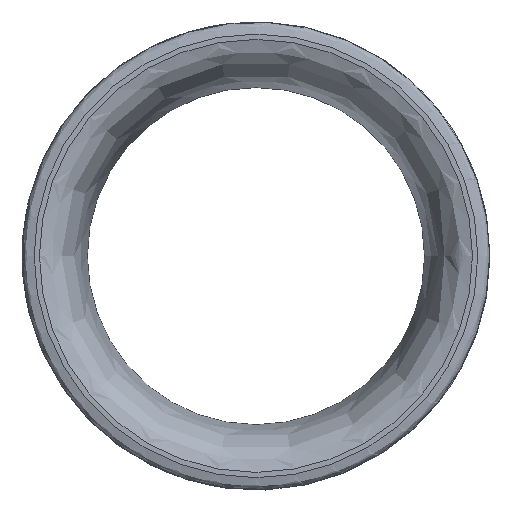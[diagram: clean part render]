
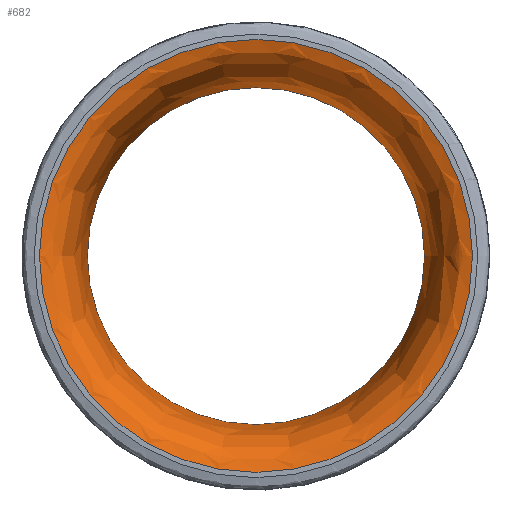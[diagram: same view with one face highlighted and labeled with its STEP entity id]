
A CAD part, top view. The second image highlights one B-rep face of the part: STEP entity #682.
In plain terms, the highlighted face is a revolution surface.
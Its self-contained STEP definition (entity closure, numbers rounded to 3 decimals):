
#533 = PLANE('',#534);
#534 = AXIS2_PLACEMENT_3D('',#535,#536,#537);
#535 = CARTESIAN_POINT('',(0.,0.,0.));
#536 = DIRECTION('',(0.,0.,-1.));
#537 = DIRECTION('',(1.,0.,0.));
#607 = EDGE_CURVE('',#608,#608,#610,.T.);
#608 = VERTEX_POINT('',#609);
#609 = CARTESIAN_POINT('',(115.53,0.,0.));
#610 = SURFACE_CURVE('',#611,(#616,#623),.PCURVE_S1.);
#611 = CIRCLE('',#612,115.53);
#612 = AXIS2_PLACEMENT_3D('',#613,#614,#615);
#613 = CARTESIAN_POINT('',(0.,0.,0.));
#614 = DIRECTION('',(0.,0.,-1.));
#615 = DIRECTION('',(1.,0.,0.));
#616 = PCURVE('',#533,#617);
#617 = DEFINITIONAL_REPRESENTATION('',(#618),#622);
#618 = CIRCLE('',#619,115.53);
#619 = AXIS2_PLACEMENT_2D('',#620,#621);
#620 = CARTESIAN_POINT('',(0.,0.));
#621 = DIRECTION('',(1.,-0.));
#622 = ( GEOMETRIC_REPRESENTATION_CONTEXT(2) 
PARAMETRIC_REPRESENTATION_CONTEXT() REPRESENTATION_CONTEXT('2D SPACE',''
  ) );
#623 = PCURVE('',#624,#635);
#624 = SURFACE_OF_REVOLUTION('',#625,#632);
#625 = B_SPLINE_CURVE_WITH_KNOTS('',3,(#626,#627,#628,#629,#630,#631),
  .UNSPECIFIED.,.F.,.F.,(4,1,1,4),(0.,0.333,0.667,1.),
  .QUASI_UNIFORM_KNOTS.);
#626 = CARTESIAN_POINT('',(89.965,0.,-59.273));
#627 = CARTESIAN_POINT('',(91.42,0.,-36.788));
#628 = CARTESIAN_POINT('',(95.099,0.,-24.058));
#629 = CARTESIAN_POINT('',(99.729,0.,-10.679));
#630 = CARTESIAN_POINT('',(108.163,0.,-0.416));
#631 = CARTESIAN_POINT('',(115.53,0.,0.));
#632 = AXIS1_PLACEMENT('',#633,#634);
#633 = CARTESIAN_POINT('',(0.,0.,0.));
#634 = DIRECTION('',(0.,0.,-1.));
#635 = DEFINITIONAL_REPRESENTATION('',(#636),#639);
#636 = B_SPLINE_CURVE_WITH_KNOTS('',1,(#637,#638),.UNSPECIFIED.,.F.,.F.,
  (2,2),(0.,6.283),.PIECEWISE_BEZIER_KNOTS.);
#637 = CARTESIAN_POINT('',(0.,1.));
#638 = CARTESIAN_POINT('',(6.283,1.));
#639 = ( GEOMETRIC_REPRESENTATION_CONTEXT(2) 
PARAMETRIC_REPRESENTATION_CONTEXT() REPRESENTATION_CONTEXT('2D SPACE',''
  ) );
#682 = ADVANCED_FACE('',(#683),#624,.T.);
#683 = FACE_BOUND('',#684,.T.);
#684 = EDGE_LOOP('',(#685,#712,#734,#735));
#685 = ORIENTED_EDGE('',*,*,#686,.T.);
#686 = EDGE_CURVE('',#687,#687,#689,.T.);
#687 = VERTEX_POINT('',#688);
#688 = CARTESIAN_POINT('',(89.965,0.,-59.273));
#689 = SURFACE_CURVE('',#690,(#695,#701),.PCURVE_S1.);
#690 = CIRCLE('',#691,89.965);
#691 = AXIS2_PLACEMENT_3D('',#692,#693,#694);
#692 = CARTESIAN_POINT('',(0.,0.,-59.273));
#693 = DIRECTION('',(0.,0.,-1.));
#694 = DIRECTION('',(1.,0.,0.));
#695 = PCURVE('',#624,#696);
#696 = DEFINITIONAL_REPRESENTATION('',(#697),#700);
#697 = B_SPLINE_CURVE_WITH_KNOTS('',1,(#698,#699),.UNSPECIFIED.,.F.,.F.,
  (2,2),(0.,6.283),.PIECEWISE_BEZIER_KNOTS.);
#698 = CARTESIAN_POINT('',(0.,0.));
#699 = CARTESIAN_POINT('',(6.283,0.));
#700 = ( GEOMETRIC_REPRESENTATION_CONTEXT(2) 
PARAMETRIC_REPRESENTATION_CONTEXT() REPRESENTATION_CONTEXT('2D SPACE',''
  ) );
#701 = PCURVE('',#702,#707);
#702 = CYLINDRICAL_SURFACE('',#703,89.965);
#703 = AXIS2_PLACEMENT_3D('',#704,#705,#706);
#704 = CARTESIAN_POINT('',(0.,0.,-59.273));
#705 = DIRECTION('',(0.,0.,-1.));
#706 = DIRECTION('',(1.,0.,0.));
#707 = DEFINITIONAL_REPRESENTATION('',(#708),#711);
#708 = B_SPLINE_CURVE_WITH_KNOTS('',1,(#709,#710),.UNSPECIFIED.,.F.,.F.,
  (2,2),(0.,6.283),.PIECEWISE_BEZIER_KNOTS.);
#709 = CARTESIAN_POINT('',(0.,0.));
#710 = CARTESIAN_POINT('',(6.283,0.));
#711 = ( GEOMETRIC_REPRESENTATION_CONTEXT(2) 
PARAMETRIC_REPRESENTATION_CONTEXT() REPRESENTATION_CONTEXT('2D SPACE',''
  ) );
#712 = ORIENTED_EDGE('',*,*,#713,.T.);
#713 = EDGE_CURVE('',#687,#608,#714,.T.);
#714 = SEAM_CURVE('',#715,(#722,#728),.PCURVE_S1.);
#715 = B_SPLINE_CURVE_WITH_KNOTS('',3,(#716,#717,#718,#719,#720,#721),
  .UNSPECIFIED.,.F.,.F.,(4,1,1,4),(0.,0.333,0.667,1.),
  .QUASI_UNIFORM_KNOTS.);
#716 = CARTESIAN_POINT('',(89.965,0.,-59.273));
#717 = CARTESIAN_POINT('',(91.42,0.,-36.788));
#718 = CARTESIAN_POINT('',(95.099,0.,-24.058));
#719 = CARTESIAN_POINT('',(99.729,0.,-10.679));
#720 = CARTESIAN_POINT('',(108.163,0.,-0.416));
#721 = CARTESIAN_POINT('',(115.53,0.,0.));
#722 = PCURVE('',#624,#723);
#723 = DEFINITIONAL_REPRESENTATION('',(#724),#727);
#724 = B_SPLINE_CURVE_WITH_KNOTS('',1,(#725,#726),.UNSPECIFIED.,.F.,.F.,
  (2,2),(0.,1.),.PIECEWISE_BEZIER_KNOTS.);
#725 = CARTESIAN_POINT('',(0.,0.));
#726 = CARTESIAN_POINT('',(0.,1.));
#727 = ( GEOMETRIC_REPRESENTATION_CONTEXT(2) 
PARAMETRIC_REPRESENTATION_CONTEXT() REPRESENTATION_CONTEXT('2D SPACE',''
  ) );
#728 = PCURVE('',#624,#729);
#729 = DEFINITIONAL_REPRESENTATION('',(#730),#733);
#730 = B_SPLINE_CURVE_WITH_KNOTS('',1,(#731,#732),.UNSPECIFIED.,.F.,.F.,
  (2,2),(0.,1.),.PIECEWISE_BEZIER_KNOTS.);
#731 = CARTESIAN_POINT('',(6.283,0.));
#732 = CARTESIAN_POINT('',(6.283,1.));
#733 = ( GEOMETRIC_REPRESENTATION_CONTEXT(2) 
PARAMETRIC_REPRESENTATION_CONTEXT() REPRESENTATION_CONTEXT('2D SPACE',''
  ) );
#734 = ORIENTED_EDGE('',*,*,#607,.F.);
#735 = ORIENTED_EDGE('',*,*,#713,.F.);
